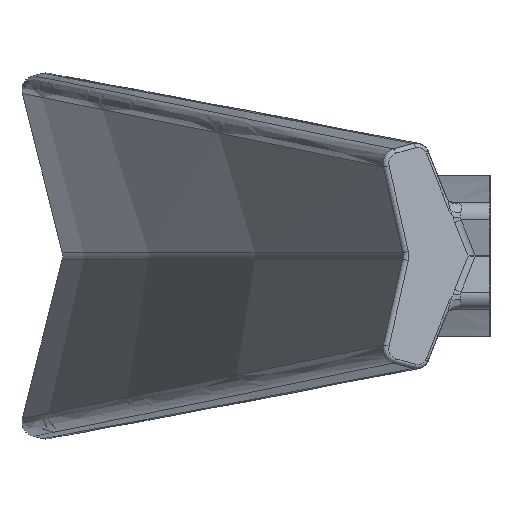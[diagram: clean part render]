
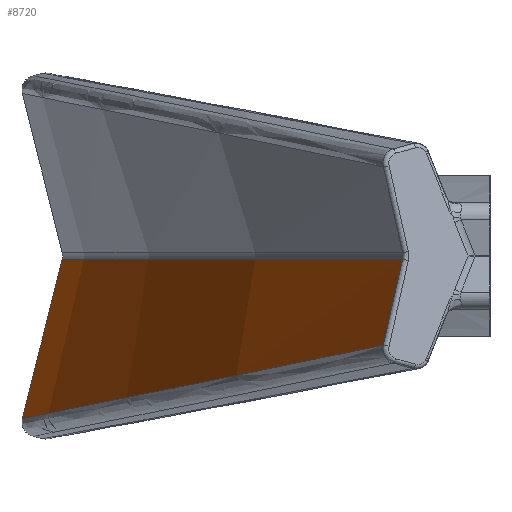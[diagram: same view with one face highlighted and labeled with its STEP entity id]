
A CAD part, left-side view. The second image highlights one B-rep face of the part: STEP entity #8720.
In plain terms, the highlighted conical face has half-angle 14.036 degrees and reference radius 234.791 mm.
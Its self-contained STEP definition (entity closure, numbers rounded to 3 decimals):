
#60=CARTESIAN_POINT('',(0.,-234.806,
-0.243));
#70=DIRECTION('',(0.,0.,-1.));
#80=DIRECTION('',(0.,1.,0.));
#90=AXIS2_PLACEMENT_3D('',#60,#70,#80);
#100=CIRCLE('',#90,234.866);
#110=CARTESIAN_POINT('',(-101.617,-23.06,
-0.243));
#120=VERTEX_POINT('',#110);
#130=CARTESIAN_POINT('',(101.617,-23.06,
-0.243));
#140=VERTEX_POINT('',#130);
#150=EDGE_CURVE('',#120,#140,#100,.T.);
#8000=CARTESIAN_POINT('',(0.,-234.806,
0.059));
#8010=DIRECTION('',(0.,0.,-1.));
#8020=DIRECTION('',(0.,-1.,0.));
#8030=AXIS2_PLACEMENT_3D('',#8000,#8010,#8020);
#8040=CONICAL_SURFACE('',#8030,234.791,0.245);
#8050=CARTESIAN_POINT('',(-102.247,-21.751,
-6.054));
#8060=DIRECTION('',(0.105,-0.219,
0.97));
#8070=VECTOR('',#8060,1.);
#8080=LINE('',#8050,#8070);
#8090=CARTESIAN_POINT('',(-102.247,-21.751,
-6.054));
#8100=VERTEX_POINT('',#8090);
#8110=EDGE_CURVE('',#8100,#120,#8080,.T.);
#8120=ORIENTED_EDGE('',*,*,#8110,.T.);
#8130=CARTESIAN_POINT('',(0.,2.757,
-11.03));
#8140=CARTESIAN_POINT('',(-4.434,2.757,
-11.03));
#8150=CARTESIAN_POINT('',(-8.866,2.627,
-11.004));
#8160=CARTESIAN_POINT('',(-17.716,2.105,
-10.901));
#8170=CARTESIAN_POINT('',(-22.126,1.714,
-10.823));
#8180=CARTESIAN_POINT('',(-28.72,0.934,
-10.668));
#8190=CARTESIAN_POINT('',(-30.914,0.642,
-10.61));
#8200=CARTESIAN_POINT('',(-35.295,-0.007,
-10.481));
#8210=CARTESIAN_POINT('',(-37.483,-0.365,
-10.41));
#8220=CARTESIAN_POINT('',(-44.022,-1.532,
-10.177));
#8230=CARTESIAN_POINT('',(-48.352,-2.437,
-9.996));
#8240=CARTESIAN_POINT('',(-56.955,-4.501,
-9.581));
#8250=CARTESIAN_POINT('',(-61.233,-5.662,
-9.348));
#8260=CARTESIAN_POINT('',(-69.689,-8.227,
-8.829));
#8270=CARTESIAN_POINT('',(-73.871,-9.63,
-8.545));
#8280=CARTESIAN_POINT('',(-82.142,-12.68,
-7.924));
#8290=CARTESIAN_POINT('',(-86.231,-14.325,
-7.587));
#8300=CARTESIAN_POINT('',(-94.316,-17.859,
-6.86));
#8310=CARTESIAN_POINT('',(-98.313,-19.748,
-6.47));
#8320=CARTESIAN_POINT('',(-102.247,-21.751,
-6.054));
#8330=B_SPLINE_CURVE_WITH_KNOTS('',3,(#8130,#8140,#8150,#8160,#8170,
#8180,#8190,#8200,#8210,#8220,#8230,#8240,#8250,#8260,#8270,#8280,#8290,
#8300,#8310,#8320),.UNSPECIFIED.,.F.,.F.,(4,2,2,2,2,2,2,2,2,4),(
0.,0.013,0.027,
0.033,0.04,0.053,
0.066,0.08,0.093,
0.106),.UNSPECIFIED.);
#8340=CARTESIAN_POINT('',(0.,2.757,
-11.03));
#8350=VERTEX_POINT('',#8340);
#8360=EDGE_CURVE('',#8350,#8100,#8330,.T.);
#8370=ORIENTED_EDGE('',*,*,#8360,.T.);
#8380=CARTESIAN_POINT('',(102.247,-21.751,
-6.054));
#8390=CARTESIAN_POINT('',(98.313,-19.748,
-6.47));
#8400=CARTESIAN_POINT('',(94.316,-17.859,
-6.86));
#8410=CARTESIAN_POINT('',(86.231,-14.325,
-7.587));
#8420=CARTESIAN_POINT('',(82.142,-12.68,
-7.924));
#8430=CARTESIAN_POINT('',(73.871,-9.63,
-8.545));
#8440=CARTESIAN_POINT('',(69.689,-8.227,
-8.829));
#8450=CARTESIAN_POINT('',(61.233,-5.662,
-9.348));
#8460=CARTESIAN_POINT('',(56.955,-4.501,
-9.581));
#8470=CARTESIAN_POINT('',(48.352,-2.437,
-9.996));
#8480=CARTESIAN_POINT('',(44.022,-1.532,
-10.177));
#8490=CARTESIAN_POINT('',(37.483,-0.365,
-10.41));
#8500=CARTESIAN_POINT('',(35.295,-0.007,
-10.481));
#8510=CARTESIAN_POINT('',(30.914,0.642,
-10.61));
#8520=CARTESIAN_POINT('',(28.72,0.934,
-10.668));
#8530=CARTESIAN_POINT('',(22.126,1.714,
-10.823));
#8540=CARTESIAN_POINT('',(17.716,2.105,
-10.901));
#8550=CARTESIAN_POINT('',(8.866,2.627,
-11.004));
#8560=CARTESIAN_POINT('',(4.434,2.757,
-11.03));
#8570=CARTESIAN_POINT('',(0.,2.757,
-11.03));
#8580=B_SPLINE_CURVE_WITH_KNOTS('',3,(#8380,#8390,#8400,#8410,#8420,
#8430,#8440,#8450,#8460,#8470,#8480,#8490,#8500,#8510,#8520,#8530,#8540,
#8550,#8560,#8570),.UNSPECIFIED.,.F.,.F.,(4,2,2,2,2,2,2,2,2,4),(
0.,0.014,0.027,
0.04,0.054,0.067,
0.073,0.08,0.093,
0.107),.UNSPECIFIED.);
#8590=CARTESIAN_POINT('',(102.247,-21.751,
-6.054));
#8600=VERTEX_POINT('',#8590);
#8610=EDGE_CURVE('',#8600,#8350,#8580,.T.);
#8620=ORIENTED_EDGE('',*,*,#8610,.T.);
#8630=CARTESIAN_POINT('',(101.617,-23.06,
-0.243));
#8640=DIRECTION('',(0.105,0.219,
-0.97));
#8650=VECTOR('',#8640,1.);
#8660=LINE('',#8630,#8650);
#8670=EDGE_CURVE('',#140,#8600,#8660,.T.);
#8680=ORIENTED_EDGE('',*,*,#8670,.T.);
#8690=ORIENTED_EDGE('',*,*,#150,.T.);
#8700=EDGE_LOOP('',(#8690,#8680,#8620,#8370,#8120));
#8710=FACE_OUTER_BOUND('',#8700,.T.);
#8720=ADVANCED_FACE('',(#8710),#8040,.T.);
